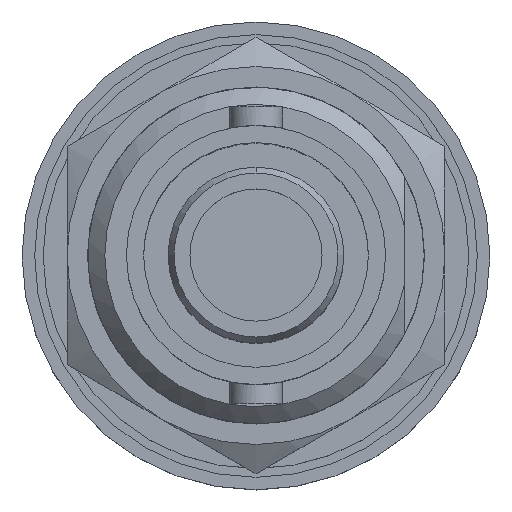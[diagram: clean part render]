
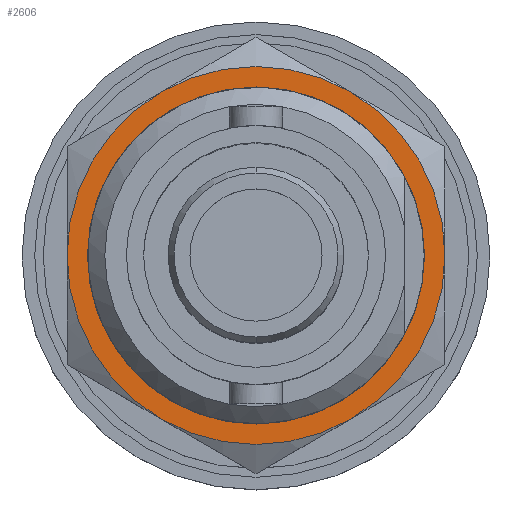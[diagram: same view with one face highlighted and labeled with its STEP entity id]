
A CAD part, top view. The second image highlights one B-rep face of the part: STEP entity #2606.
In plain terms, the highlighted planar face has unit normal (0, 0, 1).
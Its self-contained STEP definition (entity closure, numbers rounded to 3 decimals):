
#2155=CARTESIAN_POINT('',(0.,0.,-11.735));
#2156=DIRECTION('',(0.,0.,-1.));
#2157=DIRECTION('',(-1.,0.,0.));
#2158=AXIS2_PLACEMENT_3D('',#2155,#2156,#2157);
#2160=CARTESIAN_POINT('',(0.,0.,-11.735));
#2161=DIRECTION('',(0.,0.,-1.));
#2162=DIRECTION('',(1.,0.,0.));
#2163=AXIS2_PLACEMENT_3D('',#2160,#2161,#2162);
#2165=CARTESIAN_POINT('',(0.,0.,-11.735));
#2166=DIRECTION('',(0.,0.,1.));
#2167=DIRECTION('',(1.,0.,0.));
#2168=AXIS2_PLACEMENT_3D('',#2165,#2166,#2167);
#2170=CARTESIAN_POINT('',(0.,0.,-11.735));
#2171=DIRECTION('',(0.,0.,1.));
#2172=DIRECTION('',(0.5,-0.866,0.));
#2173=AXIS2_PLACEMENT_3D('',#2170,#2171,#2172);
#2175=CARTESIAN_POINT('',(0.,0.,-11.735));
#2176=DIRECTION('',(0.,0.,1.));
#2177=DIRECTION('',(-1.,0.,0.));
#2178=AXIS2_PLACEMENT_3D('',#2175,#2176,#2177);
#2180=CARTESIAN_POINT('',(0.,0.,-11.735));
#2181=DIRECTION('',(0.,0.,1.));
#2182=DIRECTION('',(-0.5,0.866,0.));
#2183=AXIS2_PLACEMENT_3D('',#2180,#2181,#2182);
#2189=CARTESIAN_POINT('',(0.,0.,-11.735));
#2190=DIRECTION('',(0.,0.,1.));
#2191=DIRECTION('',(0.5,0.866,0.));
#2192=AXIS2_PLACEMENT_3D('',#2189,#2190,#2191);
#2232=CARTESIAN_POINT('',(0.,0.,-11.735));
#2233=DIRECTION('',(0.,0.,1.));
#2234=DIRECTION('',(-0.5,-0.866,0.));
#2235=AXIS2_PLACEMENT_3D('',#2232,#2233,#2234);
#2432=CARTESIAN_POINT('',(-6.287,0.,-11.735));
#2433=CARTESIAN_POINT('',(6.287,0.,-11.735));
#2434=VERTEX_POINT('',#2432);
#2435=VERTEX_POINT('',#2433);
#2440=CARTESIAN_POINT('',(-3.524,6.104,-11.735));
#2441=CARTESIAN_POINT('',(-7.049,0.,-11.735));
#2442=VERTEX_POINT('',#2440);
#2443=VERTEX_POINT('',#2441);
#2444=CARTESIAN_POINT('',(-3.524,-6.104,-11.735));
#2445=VERTEX_POINT('',#2444);
#2446=CARTESIAN_POINT('',(3.524,-6.104,-11.735));
#2447=CARTESIAN_POINT('',(7.049,0.,-11.735));
#2448=VERTEX_POINT('',#2446);
#2449=VERTEX_POINT('',#2447);
#2450=CARTESIAN_POINT('',(3.524,6.104,-11.735));
#2451=VERTEX_POINT('',#2450);
#2582=CARTESIAN_POINT('',(0.,0.,-11.735));
#2583=DIRECTION('',(0.,0.,1.));
#2584=DIRECTION('',(1.,0.,0.));
#2585=AXIS2_PLACEMENT_3D('',#2582,#2583,#2584);
#2586=PLANE('',#2585);
#2588=ORIENTED_EDGE('',*,*,#2587,.F.);
#2590=ORIENTED_EDGE('',*,*,#2589,.F.);
#2592=ORIENTED_EDGE('',*,*,#2591,.F.);
#2594=ORIENTED_EDGE('',*,*,#2593,.F.);
#2596=ORIENTED_EDGE('',*,*,#2595,.F.);
#2598=ORIENTED_EDGE('',*,*,#2597,.F.);
#2599=EDGE_LOOP('',(#2588,#2590,#2592,#2594,#2596,#2598));
#2600=FACE_OUTER_BOUND('',#2599,.F.);
#2601=ORIENTED_EDGE('',*,*,#2572,.F.);
#2603=ORIENTED_EDGE('',*,*,#2602,.F.);
#2604=EDGE_LOOP('',(#2601,#2603));
#2605=FACE_BOUND('',#2604,.F.);
#2606=ADVANCED_FACE('',(#2600,#2605),#2586,.T.);
#2159=CIRCLE('',#2158,6.287);
#2164=CIRCLE('',#2163,6.287);
#2169=CIRCLE('',#2168,7.049);
#2174=CIRCLE('',#2173,7.049);
#2179=CIRCLE('',#2178,7.049);
#2184=CIRCLE('',#2183,7.049);
#2193=CIRCLE('',#2192,7.049);
#2236=CIRCLE('',#2235,7.049);
#2572=EDGE_CURVE('',#2434,#2435,#2159,.T.);
#2587=EDGE_CURVE('',#2451,#2442,#2193,.T.);
#2589=EDGE_CURVE('',#2449,#2451,#2169,.T.);
#2591=EDGE_CURVE('',#2448,#2449,#2174,.T.);
#2593=EDGE_CURVE('',#2445,#2448,#2236,.T.);
#2595=EDGE_CURVE('',#2443,#2445,#2179,.T.);
#2597=EDGE_CURVE('',#2442,#2443,#2184,.T.);
#2602=EDGE_CURVE('',#2435,#2434,#2164,.T.);
